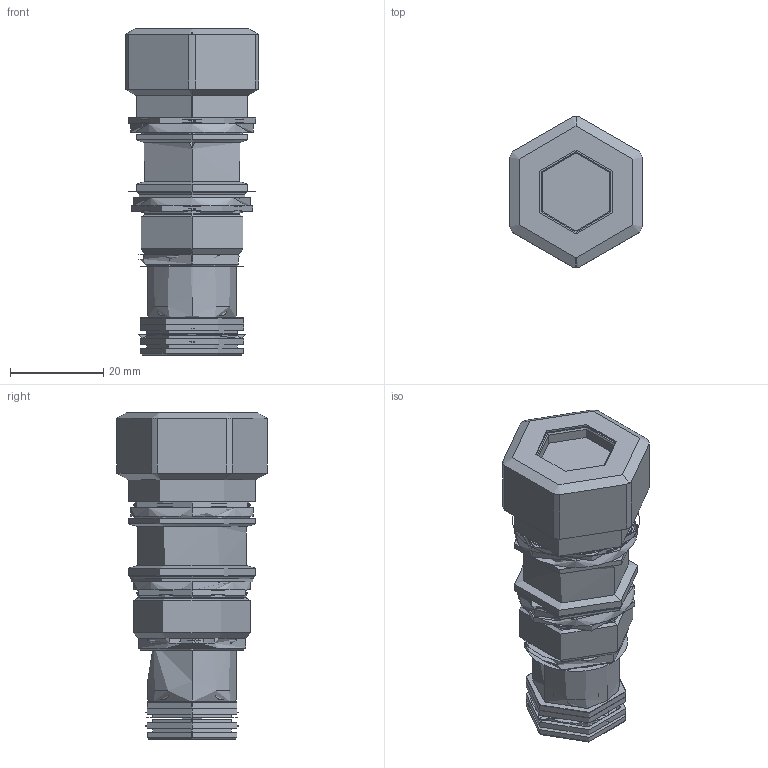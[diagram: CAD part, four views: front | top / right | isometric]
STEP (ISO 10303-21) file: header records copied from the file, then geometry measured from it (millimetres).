
FILE_DESCRIPTION((''),'2;1');
FILE_NAME('PBFF8WN_SW','2021-08-06T15:58:04',('charlief'),(''),'CREO PARAMETRIC BY PTC INC, 2021072','CREO PARAMETRIC BY PTC INC, 2021072','');
FILE_SCHEMA(('CONFIG_CONTROL_DESIGN'));
Length unit declared in the file: inch
Products named in the file (1): PBFF8WN_SW
Bounding box: 28.57 x 32.21 x 69.88 mm (x, y, z)
Topology: 0 solids, 0 shells, 199 faces, 908 edges, 890 vertices
Faces by surface type: cylinder 94, cone 34, plane 32, torus 29, revolution 10
Entity records: 18710 total; most frequent: CARTESIAN_POINT 10292, DIRECTION 1614, TRIMMED_CURVE 1000, DEFINITIONAL_REPRESENTATION 872, PCURVE 872, COMPOSITE_CURVE_SEGMENT 872, VECTOR 774, LINE 774
